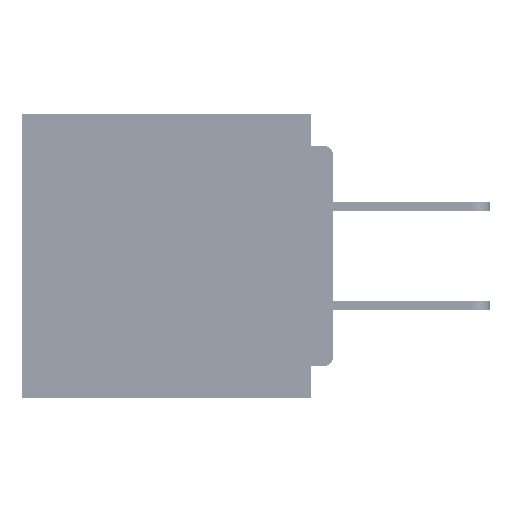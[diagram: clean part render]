
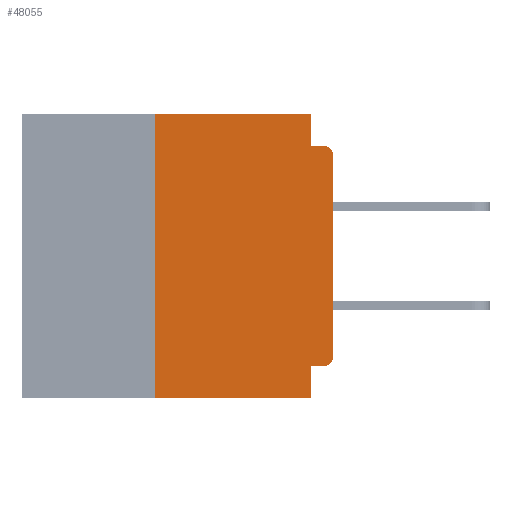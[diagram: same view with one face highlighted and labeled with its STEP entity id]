
A CAD part, left-side view. The second image highlights one B-rep face of the part: STEP entity #48055.
In plain terms, the highlighted planar face has unit normal (-1, 0, 0).
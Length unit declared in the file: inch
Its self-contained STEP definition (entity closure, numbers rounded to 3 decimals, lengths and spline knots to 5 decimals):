
#96 = EDGE_CURVE ( 'NONE', #49683, #49055, #21216, .T. ) ;
#464 = CARTESIAN_POINT ( 'NONE',  ( 0., 0.437, 0. ) ) ;
#519 = CARTESIAN_POINT ( 'NONE',  ( 0., 0.031, -0.4 ) ) ;
#877 = DIRECTION ( 'NONE',  ( 0., -1., 0. ) ) ;
#1180 = CARTESIAN_POINT ( 'NONE',  ( 0., 0.031, 0. ) ) ;
#1587 = DIRECTION ( 'NONE',  ( -1., 0., 0. ) ) ;
#1960 = VERTEX_POINT ( 'NONE', #1180 ) ;
#2358 = DIRECTION ( 'NONE',  ( 0., 0., -1. ) ) ;
#2561 = CARTESIAN_POINT ( 'NONE',  ( 0., 0.031, -0.4 ) ) ;
#3345 = VECTOR ( 'NONE', #2358, 39.37008 ) ;
#3567 = LINE ( 'NONE', #52964, #52663 ) ;
#4373 = LINE ( 'NONE', #34316, #14072 ) ;
#4618 = CARTESIAN_POINT ( 'NONE',  ( 0., 0., -0.34 ) ) ;
#5271 = DIRECTION ( 'NONE',  ( 0., 0., -1. ) ) ;
#6348 = DIRECTION ( 'NONE',  ( 0., 0., 1. ) ) ;
#8721 = DIRECTION ( 'NONE',  ( 0., -1., 0. ) ) ;
#11289 = VECTOR ( 'NONE', #43236, 39.37008 ) ;
#11725 = DIRECTION ( 'NONE',  ( -1., 0., 0. ) ) ;
#12191 = VERTEX_POINT ( 'NONE', #18849 ) ;
#12816 = EDGE_CURVE ( 'NONE', #28953, #51507, #4373, .T. ) ;
#13159 = AXIS2_PLACEMENT_3D ( 'NONE', #464, #33706, #5271 ) ;
#13667 = CARTESIAN_POINT ( 'NONE',  ( 0., 0.25, 0. ) ) ;
#13997 = AXIS2_PLACEMENT_3D ( 'NONE', #30072, #1587, #34844 ) ;
#14072 = VECTOR ( 'NONE', #877, 39.37008 ) ;
#14477 = CARTESIAN_POINT ( 'NONE',  ( 0., 0.25, -0.4 ) ) ;
#15957 = VERTEX_POINT ( 'NONE', #17797 ) ;
#16296 = DIRECTION ( 'NONE',  ( 0., 0., -1. ) ) ;
#16701 = DIRECTION ( 'NONE',  ( 0., -1., 0. ) ) ;
#17797 = CARTESIAN_POINT ( 'NONE',  ( 0., 0.031, -0.045 ) ) ;
#18088 = CARTESIAN_POINT ( 'NONE',  ( 0., 0.437, 0. ) ) ;
#18800 = ORIENTED_EDGE ( 'NONE', *, *, #96, .T. ) ;
#18849 = CARTESIAN_POINT ( 'NONE',  ( 0., 0.031, -0.355 ) ) ;
#19814 = CARTESIAN_POINT ( 'NONE',  ( 0., 0.031, 0. ) ) ;
#21216 = CIRCLE ( 'NONE', #60817, 0.015 ) ;
#21656 = DIRECTION ( 'NONE',  ( 0., 0., 1. ) ) ;
#23518 = EDGE_CURVE ( 'NONE', #37114, #12191, #3567, .T. ) ;
#23546 = ORIENTED_EDGE ( 'NONE', *, *, #23518, .F. ) ;
#23840 = CARTESIAN_POINT ( 'NONE',  ( 0., 0., -0.06 ) ) ;
#24385 = VECTOR ( 'NONE', #6348, 39.37008 ) ;
#24498 = DIRECTION ( 'NONE',  ( 0., 1., 0. ) ) ;
#24881 = ORIENTED_EDGE ( 'NONE', *, *, #44813, .T. ) ;
#25551 = ORIENTED_EDGE ( 'NONE', *, *, #31690, .F. ) ;
#27877 = ORIENTED_EDGE ( 'NONE', *, *, #29251, .F. ) ;
#28953 = VERTEX_POINT ( 'NONE', #14477 ) ;
#29251 = EDGE_CURVE ( 'NONE', #12191, #51507, #52427, .T. ) ;
#30072 = CARTESIAN_POINT ( 'NONE',  ( 0., 0.015, -0.34 ) ) ;
#31690 = EDGE_CURVE ( 'NONE', #28953, #34383, #54342, .T. ) ;
#31819 = ORIENTED_EDGE ( 'NONE', *, *, #46347, .F. ) ;
#33706 = DIRECTION ( 'NONE',  ( 1., 0., 0. ) ) ;
#34316 = CARTESIAN_POINT ( 'NONE',  ( 0., 0.437, -0.4 ) ) ;
#34383 = VERTEX_POINT ( 'NONE', #13667 ) ;
#34844 = DIRECTION ( 'NONE',  ( 0., 0., -1. ) ) ;
#35004 = LINE ( 'NONE', #19814, #11289 ) ;
#35855 = ORIENTED_EDGE ( 'NONE', *, *, #59244, .F. ) ;
#36959 = LINE ( 'NONE', #39540, #24385 ) ;
#37114 = VERTEX_POINT ( 'NONE', #45283 ) ;
#38189 = EDGE_CURVE ( 'NONE', #37114, #58710, #56948, .T. ) ;
#38639 = VECTOR ( 'NONE', #21656, 39.37008 ) ;
#39540 = CARTESIAN_POINT ( 'NONE',  ( 0., 0., 0. ) ) ;
#41926 = ORIENTED_EDGE ( 'NONE', *, *, #48086, .F. ) ;
#43183 = LINE ( 'NONE', #18088, #54397 ) ;
#43236 = DIRECTION ( 'NONE',  ( 0., 0., -1. ) ) ;
#44620 = CARTESIAN_POINT ( 'NONE',  ( 0., 0.015, -0.06 ) ) ;
#44813 = EDGE_CURVE ( 'NONE', #58710, #49683, #36959, .T. ) ;
#45283 = CARTESIAN_POINT ( 'NONE',  ( 0., 0.015, -0.355 ) ) ;
#46347 = EDGE_CURVE ( 'NONE', #15957, #49055, #50196, .T. ) ;
#46468 = CARTESIAN_POINT ( 'NONE',  ( 0., 0.015, -0.045 ) ) ;
#48055 = ADVANCED_FACE ( 'NONE', ( #49182 ), #57405, .F. ) ;
#48086 = EDGE_CURVE ( 'NONE', #1960, #15957, #35004, .T. ) ;
#48703 = VECTOR ( 'NONE', #16701, 39.37008 ) ;
#49055 = VERTEX_POINT ( 'NONE', #46468 ) ;
#49182 = FACE_OUTER_BOUND ( 'NONE', #56259, .T. ) ;
#49683 = VERTEX_POINT ( 'NONE', #23840 ) ;
#49949 = CARTESIAN_POINT ( 'NONE',  ( 0., 0., -0.045 ) ) ;
#50196 = LINE ( 'NONE', #49949, #48703 ) ;
#51507 = VERTEX_POINT ( 'NONE', #519 ) ;
#52427 = LINE ( 'NONE', #2561, #3345 ) ;
#52663 = VECTOR ( 'NONE', #24498, 39.37008 ) ;
#52964 = CARTESIAN_POINT ( 'NONE',  ( 0., 0., -0.355 ) ) ;
#54342 = LINE ( 'NONE', #59633, #38639 ) ;
#54397 = VECTOR ( 'NONE', #8721, 39.37008 ) ;
#56259 = EDGE_LOOP ( 'NONE', ( #24881, #18800, #31819, #41926, #35855, #25551, #56505, #27877, #23546, #60412 ) ) ;
#56505 = ORIENTED_EDGE ( 'NONE', *, *, #12816, .T. ) ;
#56948 = CIRCLE ( 'NONE', #13997, 0.015 ) ;
#57405 = PLANE ( 'NONE',  #13159 ) ;
#58710 = VERTEX_POINT ( 'NONE', #4618 ) ;
#59244 = EDGE_CURVE ( 'NONE', #34383, #1960, #43183, .T. ) ;
#59633 = CARTESIAN_POINT ( 'NONE',  ( 0., 0.25, -0.4 ) ) ;
#60412 = ORIENTED_EDGE ( 'NONE', *, *, #38189, .T. ) ;
#60817 = AXIS2_PLACEMENT_3D ( 'NONE', #44620, #11725, #16296 ) ;
